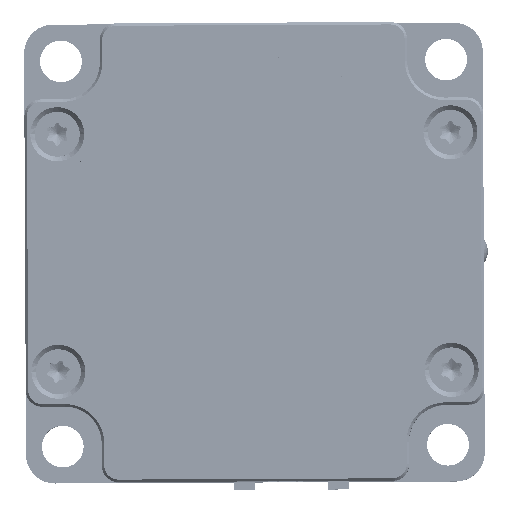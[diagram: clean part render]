
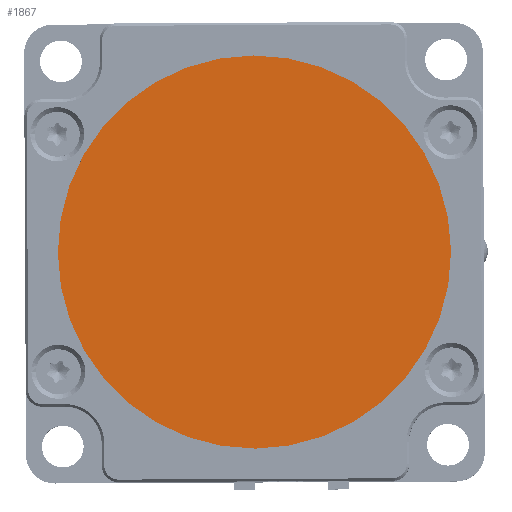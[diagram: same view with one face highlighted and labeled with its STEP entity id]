
A CAD part, top view. The second image highlights one B-rep face of the part: STEP entity #1867.
In plain terms, the highlighted face is planar.
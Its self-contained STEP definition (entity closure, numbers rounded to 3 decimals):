
#106 = CARTESIAN_POINT ( 'NONE',  ( 0., 0.8, 0. ) ) ;
#1867 = ADVANCED_FACE ( 'NONE', ( #39167 ), #4379, .T. ) ;
#3221 = CIRCLE ( 'NONE', #6911, 24. ) ;
#3820 = DIRECTION ( 'NONE',  ( 0., -1., 0. ) ) ;
#4379 = PLANE ( 'NONE',  #29547 ) ;
#6911 = AXIS2_PLACEMENT_3D ( 'NONE', #106, #3820, #21660 ) ;
#11349 = DIRECTION ( 'NONE',  ( 0., 0., -1. ) ) ;
#14285 = CIRCLE ( 'NONE', #17238, 24. ) ;
#14605 = CARTESIAN_POINT ( 'NONE',  ( 0., 0.8, 0. ) ) ;
#15839 = EDGE_CURVE ( 'NONE', #32275, #23906, #14285, .T. ) ;
#16687 = DIRECTION ( 'NONE',  ( 0., -1., 0. ) ) ;
#17238 = AXIS2_PLACEMENT_3D ( 'NONE', #42851, #38656, #24999 ) ;
#17629 = EDGE_LOOP ( 'NONE', ( #23175, #37784 ) ) ;
#17950 = EDGE_CURVE ( 'NONE', #23906, #32275, #3221, .T. ) ;
#21660 = DIRECTION ( 'NONE',  ( 0., 0., -1. ) ) ;
#23175 = ORIENTED_EDGE ( 'NONE', *, *, #15839, .T. ) ;
#23906 = VERTEX_POINT ( 'NONE', #27356 ) ;
#24999 = DIRECTION ( 'NONE',  ( 0., 0., -1. ) ) ;
#27356 = CARTESIAN_POINT ( 'NONE',  ( 0., 0.8, 24. ) ) ;
#29547 = AXIS2_PLACEMENT_3D ( 'NONE', #14605, #16687, #11349 ) ;
#32275 = VERTEX_POINT ( 'NONE', #42231 ) ;
#37784 = ORIENTED_EDGE ( 'NONE', *, *, #17950, .T. ) ;
#38656 = DIRECTION ( 'NONE',  ( 0., -1., 0. ) ) ;
#39167 = FACE_OUTER_BOUND ( 'NONE', #17629, .T. ) ;
#42231 = CARTESIAN_POINT ( 'NONE',  ( 0., 0.8, -24. ) ) ;
#42851 = CARTESIAN_POINT ( 'NONE',  ( 0., 0.8, 0. ) ) ;
